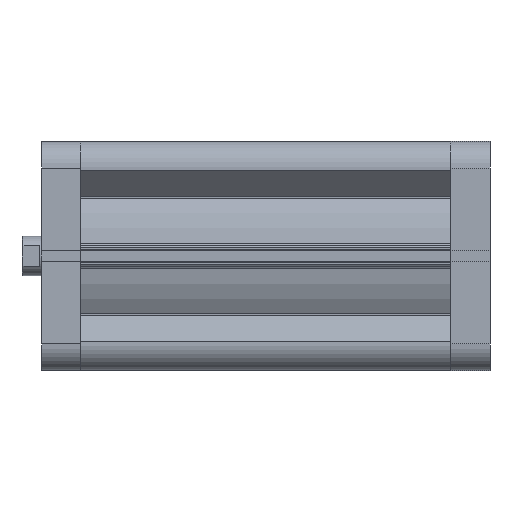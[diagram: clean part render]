
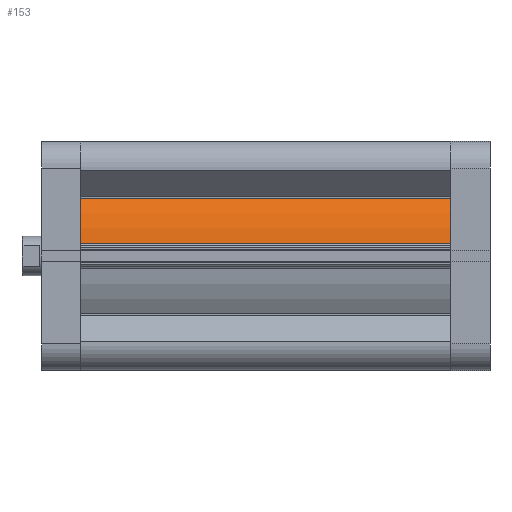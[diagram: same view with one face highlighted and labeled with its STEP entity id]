
A CAD part, front view. The second image highlights one B-rep face of the part: STEP entity #153.
In plain terms, the highlighted cylindrical face has radius 53.5 mm (diameter 107 mm), a partial arc.
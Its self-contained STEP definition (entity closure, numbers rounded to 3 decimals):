
#153 = ADVANCED_FACE ( 'NONE', ( #7443 ), #7446, .T. ) ;
#343 = CARTESIAN_POINT ( 'NONE',  ( 28.996, -44.961, 187.5 ) ) ;
#409 = CARTESIAN_POINT ( 'NONE',  ( 6.135, -53.147, 0. ) ) ;
#2659 = CIRCLE ( 'NONE', #11099, 53.5 ) ;
#2668 = LINE ( 'NONE', #3645, #2669 ) ;
#2669 = VECTOR ( 'NONE', #3646, 1000. ) ;
#2675 = LINE ( 'NONE', #3667, #2680 ) ;
#2680 = VECTOR ( 'NONE', #3668, 1000. ) ;
#2681 = CIRCLE ( 'NONE', #11100, 53.5 ) ;
#3629 = CARTESIAN_POINT ( 'NONE',  ( 0., 0., 187.5 ) ) ;
#3632 = DIRECTION ( 'NONE',  ( 0., 0., 1. ) ) ;
#3633 = DIRECTION ( 'NONE',  ( 1., 0., 0. ) ) ;
#3645 = CARTESIAN_POINT ( 'NONE',  ( 28.996, -44.961, 187.5 ) ) ;
#3646 = DIRECTION ( 'NONE',  ( 0., 0., 1. ) ) ;
#3662 = CARTESIAN_POINT ( 'NONE',  ( 0., 0., 0. ) ) ;
#3663 = DIRECTION ( 'NONE',  ( 0., 0., 1. ) ) ;
#3664 = DIRECTION ( 'NONE',  ( 1., 0., 0. ) ) ;
#3667 = CARTESIAN_POINT ( 'NONE',  ( 6.135, -53.147, 187.5 ) ) ;
#3668 = DIRECTION ( 'NONE',  ( 0., 0., -1. ) ) ;
#4647 = VERTEX_POINT ( 'NONE', #10519 ) ;
#4832 = VERTEX_POINT ( 'NONE', #10618 ) ;
#4931 = VERTEX_POINT ( 'NONE', #343 ) ;
#5090 = VERTEX_POINT ( 'NONE', #409 ) ;
#6437 = ORIENTED_EDGE ( 'NONE', *, *, #8916, .T. ) ;
#6438 = ORIENTED_EDGE ( 'NONE', *, *, #8909, .T. ) ;
#6439 = ORIENTED_EDGE ( 'NONE', *, *, #8903, .F. ) ;
#6448 = ORIENTED_EDGE ( 'NONE', *, *, #8918, .T. ) ;
#6775 = EDGE_LOOP ( 'NONE', ( #6437, #6438, #6439, #6448 ) ) ;
#7443 = FACE_OUTER_BOUND ( 'NONE', #6775, .T. ) ;
#7446 = CYLINDRICAL_SURFACE ( 'NONE', #10703, 53.5 ) ;
#8903 = EDGE_CURVE ( 'NONE', #4832, #4931, #2659, .T. ) ;
#8909 = EDGE_CURVE ( 'NONE', #4647, #4931, #2668, .T. ) ;
#8916 = EDGE_CURVE ( 'NONE', #5090, #4647, #2681, .T. ) ;
#8918 = EDGE_CURVE ( 'NONE', #4832, #5090, #2675, .T. ) ;
#9651 = DIRECTION ( 'NONE',  ( -1., 0., 0. ) ) ;
#9652 = DIRECTION ( 'NONE',  ( 0., 0., -1. ) ) ;
#9653 = CARTESIAN_POINT ( 'NONE',  ( 0., 0., 187.5 ) ) ;
#10519 = CARTESIAN_POINT ( 'NONE',  ( 28.996, -44.961, 0. ) ) ;
#10618 = CARTESIAN_POINT ( 'NONE',  ( 6.135, -53.147, 187.5 ) ) ;
#10703 = AXIS2_PLACEMENT_3D ( 'NONE', #9653, #9652, #9651 ) ;
#11099 = AXIS2_PLACEMENT_3D ( 'NONE', #3629, #3632, #3633 ) ;
#11100 = AXIS2_PLACEMENT_3D ( 'NONE', #3662, #3663, #3664 ) ;
